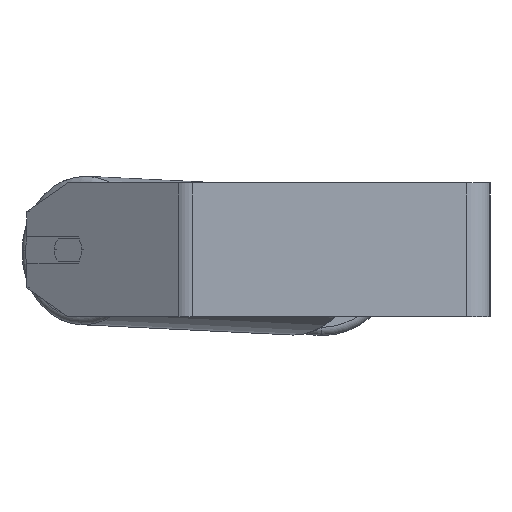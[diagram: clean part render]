
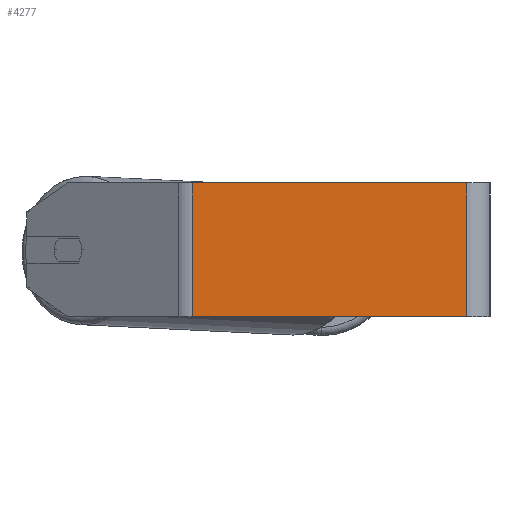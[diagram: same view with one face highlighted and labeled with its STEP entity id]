
A CAD part, left-side view. The second image highlights one B-rep face of the part: STEP entity #4277.
In plain terms, the highlighted planar face has unit normal (-1, 0, 0).
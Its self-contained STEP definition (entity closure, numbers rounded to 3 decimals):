
#156 = ORIENTED_EDGE ( 'NONE', *, *, #7240, .F. ) ;
#260 = DIRECTION ( 'NONE',  ( 0., -1., 0. ) ) ;
#297 = ORIENTED_EDGE ( 'NONE', *, *, #5135, .T. ) ;
#343 = CARTESIAN_POINT ( 'NONE',  ( -400., 182.637, -40. ) ) ;
#735 = VERTEX_POINT ( 'NONE', #8492 ) ;
#762 = DIRECTION ( 'NONE',  ( 1., 0., 0. ) ) ;
#902 = DIRECTION ( 'NONE',  ( 0., 0., -1. ) ) ;
#1044 = PLANE ( 'NONE',  #6294 ) ;
#1855 = DIRECTION ( 'NONE',  ( 0., 0., -1. ) ) ;
#1898 = ORIENTED_EDGE ( 'NONE', *, *, #2423, .F. ) ;
#1941 = VERTEX_POINT ( 'NONE', #4506 ) ;
#2423 = EDGE_CURVE ( 'NONE', #5596, #2855, #4761, .T. ) ;
#2550 = CARTESIAN_POINT ( 'NONE',  ( -400., 182.637, 40. ) ) ;
#2855 = VERTEX_POINT ( 'NONE', #8078 ) ;
#2976 = CARTESIAN_POINT ( 'NONE',  ( -400., 14., 40. ) ) ;
#3394 = LINE ( 'NONE', #5251, #5434 ) ;
#3739 = CARTESIAN_POINT ( 'NONE',  ( -400., 182.637, 40. ) ) ;
#3834 = EDGE_CURVE ( 'NONE', #735, #1941, #5784, .T. ) ;
#4277 = ADVANCED_FACE ( 'NONE', ( #7109 ), #1044, .F. ) ;
#4506 = CARTESIAN_POINT ( 'NONE',  ( -400., 14., -40. ) ) ;
#4761 = LINE ( 'NONE', #2550, #6256 ) ;
#5135 = EDGE_CURVE ( 'NONE', #5596, #735, #3394, .T. ) ;
#5162 = VECTOR ( 'NONE', #902, 1000. ) ;
#5251 = CARTESIAN_POINT ( 'NONE',  ( -400., 178.223, 40. ) ) ;
#5434 = VECTOR ( 'NONE', #1855, 1000. ) ;
#5596 = VERTEX_POINT ( 'NONE', #8040 ) ;
#5735 = EDGE_LOOP ( 'NONE', ( #7244, #156, #1898, #297 ) ) ;
#5784 = LINE ( 'NONE', #343, #7542 ) ;
#6256 = VECTOR ( 'NONE', #7424, 1000. ) ;
#6294 = AXIS2_PLACEMENT_3D ( 'NONE', #3739, #762, #7863 ) ;
#6396 = LINE ( 'NONE', #2976, #5162 ) ;
#7109 = FACE_OUTER_BOUND ( 'NONE', #5735, .T. ) ;
#7240 = EDGE_CURVE ( 'NONE', #2855, #1941, #6396, .T. ) ;
#7244 = ORIENTED_EDGE ( 'NONE', *, *, #3834, .T. ) ;
#7424 = DIRECTION ( 'NONE',  ( 0., -1., 0. ) ) ;
#7542 = VECTOR ( 'NONE', #260, 1000. ) ;
#7863 = DIRECTION ( 'NONE',  ( 0., 0., -1. ) ) ;
#8040 = CARTESIAN_POINT ( 'NONE',  ( -400., 178.223, 40. ) ) ;
#8078 = CARTESIAN_POINT ( 'NONE',  ( -400., 14., 40. ) ) ;
#8492 = CARTESIAN_POINT ( 'NONE',  ( -400., 178.223, -40. ) ) ;
